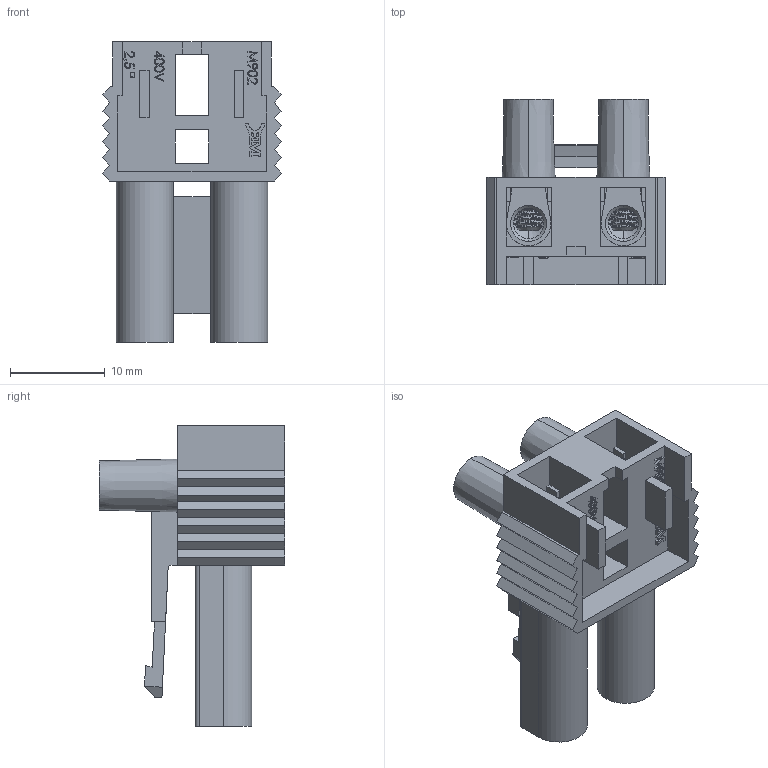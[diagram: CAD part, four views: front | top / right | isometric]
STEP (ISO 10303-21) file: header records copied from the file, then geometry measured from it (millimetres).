
FILE_DESCRIPTION (( 'STEP AP203' ), '1' );
FILE_NAME ('B9021.STEP', '2022-12-20T09:19:22', ( '' ), ( '' ), 'SwSTEP 2.0', 'SolidWorks 2022', '' );
FILE_SCHEMA (( 'CONFIG_CONTROL_DESIGN' ));
Length unit declared in the file: millimetre
Products named in the file (4): SABUSM903; B9021; SAVMIC36
Assembly tree (5 placements, depth 2):
  B9021
    B9021
    SAVMIC36  x2
    SABUSM903  x2
Bounding box: 18.8 x 19.55 x 31.7 mm (x, y, z)
Volume: 2480.6 mm3; surface area: 5270 mm2
Topology: 5 solids, 5 shells, 497 faces, 1339 edges, 875 vertices
Faces by surface type: plane 280, cylinder 123, bspline 62, cone 28, sphere 4
Entity records: 19322 total; most frequent: CARTESIAN_POINT 8244, ORIENTED_EDGE 2358, DIRECTION 1962, EDGE_CURVE 1179, VECTOR 816, LINE 816, VERTEX_POINT 774, AXIS2_PLACEMENT_3D 573
